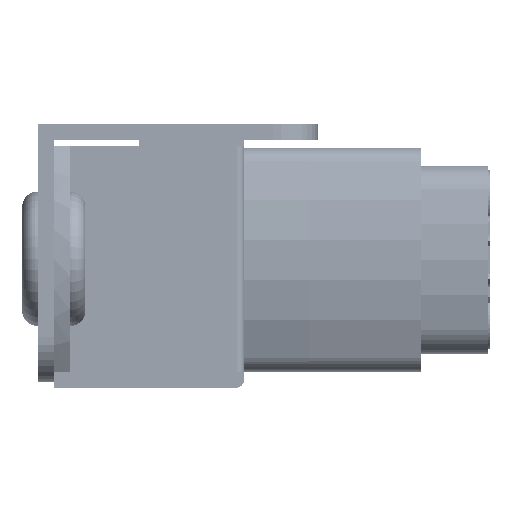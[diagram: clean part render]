
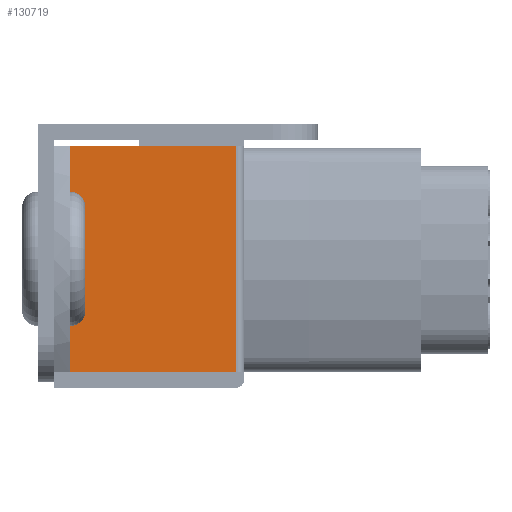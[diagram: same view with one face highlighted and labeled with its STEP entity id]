
A CAD part, left-side view. The second image highlights one B-rep face of the part: STEP entity #130719.
In plain terms, the highlighted planar face has unit normal (-1, 0, 0).
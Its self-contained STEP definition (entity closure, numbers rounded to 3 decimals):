
#783=DIRECTION('',(0.,-1.,0.));
#784=VECTOR('',#783,7.444);
#785=CARTESIAN_POINT('',(-15.207,-0.713,-5.013));
#786=LINE('',#785,#784);
#1557=DIRECTION('',(0.,-1.,0.));
#1558=VECTOR('',#1557,7.444);
#1559=CARTESIAN_POINT('',(-15.207,-0.713,5.1));
#1560=LINE('',#1559,#1558);
#1736=DIRECTION('',(0.,0.,-1.));
#1737=VECTOR('',#1736,10.113);
#1738=CARTESIAN_POINT('',(-15.207,-8.157,5.1));
#1739=LINE('',#1738,#1737);
#1745=DIRECTION('',(0.,0.,1.));
#1746=VECTOR('',#1745,10.113);
#1747=CARTESIAN_POINT('',(-15.207,-0.713,-5.013));
#1748=LINE('',#1747,#1746);
#128069=CARTESIAN_POINT('',(-15.207,-0.713,-5.013));
#128070=CARTESIAN_POINT('',(-15.207,-0.713,5.1));
#128071=VERTEX_POINT('',#128069);
#128072=VERTEX_POINT('',#128070);
#128145=CARTESIAN_POINT('',(-15.207,-8.157,-5.013));
#128146=VERTEX_POINT('',#128145);
#128147=CARTESIAN_POINT('',(-15.207,-8.157,5.1));
#128148=VERTEX_POINT('',#128147);
#130708=CARTESIAN_POINT('',(-15.207,-0.707,-5.007));
#130709=DIRECTION('',(-1.,0.,0.));
#130710=DIRECTION('',(0.,-1.,0.));
#130711=AXIS2_PLACEMENT_3D('',#130708,#130709,#130710);
#130712=PLANE('',#130711);
#130713=ORIENTED_EDGE('',*,*,#130702,.T.);
#130714=ORIENTED_EDGE('',*,*,#129486,.F.);
#130715=ORIENTED_EDGE('',*,*,#130432,.T.);
#130716=ORIENTED_EDGE('',*,*,#130459,.T.);
#130717=EDGE_LOOP('',(#130713,#130714,#130715,#130716));
#130718=FACE_OUTER_BOUND('',#130717,.F.);
#130719=ADVANCED_FACE('',(#130718),#130712,.T.);
#129486=EDGE_CURVE('',#128071,#128146,#786,.T.);
#130432=EDGE_CURVE('',#128071,#128072,#1748,.T.);
#130459=EDGE_CURVE('',#128072,#128148,#1560,.T.);
#130702=EDGE_CURVE('',#128148,#128146,#1739,.T.);
